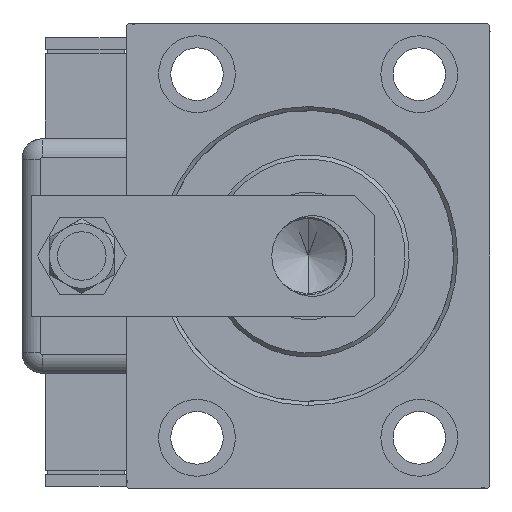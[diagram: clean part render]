
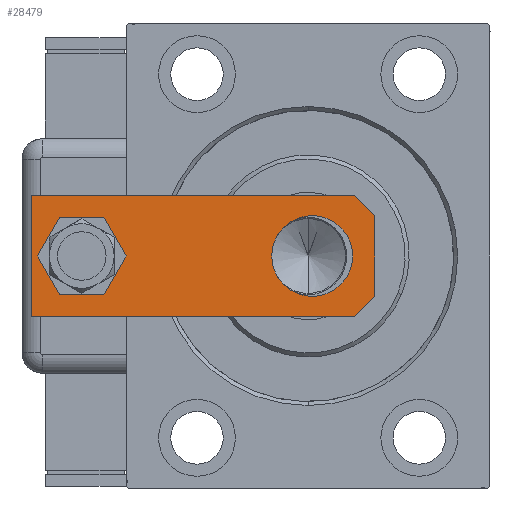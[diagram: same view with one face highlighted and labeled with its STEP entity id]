
A CAD part, left-side view. The second image highlights one B-rep face of the part: STEP entity #28479.
In plain terms, the highlighted face is planar.
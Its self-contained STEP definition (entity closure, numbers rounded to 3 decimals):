
#62 = EDGE_CURVE ( 'NONE', #59390, #49874, #11172, .T. ) ;
#116 = ORIENTED_EDGE ( 'NONE', *, *, #57916, .F. ) ;
#1257 = LINE ( 'NONE', #24887, #42838 ) ;
#1492 = CARTESIAN_POINT ( 'NONE',  ( 15., 85., 0. ) ) ;
#1710 = CARTESIAN_POINT ( 'NONE',  ( 0., 0., 0. ) ) ;
#3350 = EDGE_LOOP ( 'NONE', ( #27231, #34438 ) ) ;
#3737 = DIRECTION ( 'NONE',  ( 0., 0., 1. ) ) ;
#5825 = LINE ( 'NONE', #57559, #40802 ) ;
#6162 = VERTEX_POINT ( 'NONE', #47433 ) ;
#6556 = DIRECTION ( 'NONE',  ( 0., 0., 1. ) ) ;
#6628 = EDGE_CURVE ( 'NONE', #16792, #7191, #19354, .T. ) ;
#6744 = LINE ( 'NONE', #43972, #42798 ) ;
#7191 = VERTEX_POINT ( 'NONE', #55766 ) ;
#7606 = DIRECTION ( 'NONE',  ( -0.707, 0.707, 0. ) ) ;
#8551 = ORIENTED_EDGE ( 'NONE', *, *, #62, .F. ) ;
#9065 = ORIENTED_EDGE ( 'NONE', *, *, #33887, .F. ) ;
#9375 = DIRECTION ( 'NONE',  ( 1., 0., 0. ) ) ;
#9814 = CIRCLE ( 'NONE', #51388, 7. ) ;
#10652 = VERTEX_POINT ( 'NONE', #15884 ) ;
#10798 = FACE_BOUND ( 'NONE', #33732, .T. ) ;
#10878 = DIRECTION ( 'NONE',  ( -1., 0., 0. ) ) ;
#11172 = LINE ( 'NONE', #1492, #16042 ) ;
#11498 = CARTESIAN_POINT ( 'NONE',  ( -15., 5., 0. ) ) ;
#13349 = LINE ( 'NONE', #35756, #18694 ) ;
#14149 = CIRCLE ( 'NONE', #25767, 7. ) ;
#15884 = CARTESIAN_POINT ( 'NONE',  ( -10., 0., 0. ) ) ;
#16042 = VECTOR ( 'NONE', #10878, 1000. ) ;
#16740 = DIRECTION ( 'NONE',  ( 1., 0., 0. ) ) ;
#16792 = VERTEX_POINT ( 'NONE', #51023 ) ;
#17053 = EDGE_LOOP ( 'NONE', ( #51045, #57483, #116, #8551, #9065, #54138 ) ) ;
#18694 = VECTOR ( 'NONE', #7606, 1000. ) ;
#19354 = CIRCLE ( 'NONE', #31926, 10. ) ;
#21459 = DIRECTION ( 'NONE',  ( 1., 0., 0. ) ) ;
#24134 = FACE_OUTER_BOUND ( 'NONE', #17053, .T. ) ;
#24887 = CARTESIAN_POINT ( 'NONE',  ( -15., 0., 0. ) ) ;
#24969 = CARTESIAN_POINT ( 'NONE',  ( 0., 15.5, 0. ) ) ;
#25032 = DIRECTION ( 'NONE',  ( 1., 0., 0. ) ) ;
#25767 = AXIS2_PLACEMENT_3D ( 'NONE', #37856, #56017, #46036 ) ;
#25810 = DIRECTION ( 'NONE',  ( 0., 0., 1. ) ) ;
#26675 = VECTOR ( 'NONE', #46135, 1000. ) ;
#27231 = ORIENTED_EDGE ( 'NONE', *, *, #31504, .T. ) ;
#28479 = ADVANCED_FACE ( 'NONE', ( #24134, #56208, #10798 ), #48320, .F. ) ;
#29166 = CARTESIAN_POINT ( 'NONE',  ( 7., 72.5, 0. ) ) ;
#30045 = DIRECTION ( 'NONE',  ( 0., 1., 0. ) ) ;
#31504 = EDGE_CURVE ( 'NONE', #42592, #53827, #9814, .T. ) ;
#31926 = AXIS2_PLACEMENT_3D ( 'NONE', #59633, #45713, #9375 ) ;
#33732 = EDGE_LOOP ( 'NONE', ( #40523, #51803 ) ) ;
#33887 = EDGE_CURVE ( 'NONE', #6162, #59390, #5825, .T. ) ;
#34246 = VERTEX_POINT ( 'NONE', #11498 ) ;
#34438 = ORIENTED_EDGE ( 'NONE', *, *, #59169, .T. ) ;
#35756 = CARTESIAN_POINT ( 'NONE',  ( -10., 0., 0. ) ) ;
#35829 = DIRECTION ( 'NONE',  ( 1., 0., 0. ) ) ;
#36422 = EDGE_CURVE ( 'NONE', #10652, #38198, #1257, .T. ) ;
#36971 = EDGE_CURVE ( 'NONE', #7191, #16792, #53504, .T. ) ;
#37338 = EDGE_CURVE ( 'NONE', #10652, #34246, #13349, .T. ) ;
#37856 = CARTESIAN_POINT ( 'NONE',  ( 0., 72.5, 0. ) ) ;
#38198 = VERTEX_POINT ( 'NONE', #55707 ) ;
#39991 = CARTESIAN_POINT ( 'NONE',  ( -15., 85., 0. ) ) ;
#40523 = ORIENTED_EDGE ( 'NONE', *, *, #6628, .T. ) ;
#40702 = CARTESIAN_POINT ( 'NONE',  ( -15., 85., 0. ) ) ;
#40802 = VECTOR ( 'NONE', #30045, 1000. ) ;
#42559 = CARTESIAN_POINT ( 'NONE',  ( 15., 85., 0. ) ) ;
#42592 = VERTEX_POINT ( 'NONE', #47190 ) ;
#42798 = VECTOR ( 'NONE', #56700, 1000. ) ;
#42838 = VECTOR ( 'NONE', #21459, 1000. ) ;
#43972 = CARTESIAN_POINT ( 'NONE',  ( 15., 5., 0. ) ) ;
#45368 = EDGE_CURVE ( 'NONE', #6162, #38198, #6744, .T. ) ;
#45713 = DIRECTION ( 'NONE',  ( 0., 0., 1. ) ) ;
#46036 = DIRECTION ( 'NONE',  ( 1., 0., 0. ) ) ;
#46135 = DIRECTION ( 'NONE',  ( 0., -1., 0. ) ) ;
#47190 = CARTESIAN_POINT ( 'NONE',  ( -7., 72.5, 0. ) ) ;
#47433 = CARTESIAN_POINT ( 'NONE',  ( 15., 5., 0. ) ) ;
#48320 = PLANE ( 'NONE',  #55105 ) ;
#49775 = LINE ( 'NONE', #40702, #26675 ) ;
#49874 = VERTEX_POINT ( 'NONE', #39991 ) ;
#51023 = CARTESIAN_POINT ( 'NONE',  ( -10., 15.5, 0. ) ) ;
#51045 = ORIENTED_EDGE ( 'NONE', *, *, #36422, .F. ) ;
#51388 = AXIS2_PLACEMENT_3D ( 'NONE', #58765, #25810, #16740 ) ;
#51547 = AXIS2_PLACEMENT_3D ( 'NONE', #24969, #3737, #35829 ) ;
#51803 = ORIENTED_EDGE ( 'NONE', *, *, #36971, .T. ) ;
#53504 = CIRCLE ( 'NONE', #51547, 10. ) ;
#53827 = VERTEX_POINT ( 'NONE', #29166 ) ;
#54138 = ORIENTED_EDGE ( 'NONE', *, *, #45368, .T. ) ;
#55105 = AXIS2_PLACEMENT_3D ( 'NONE', #1710, #6556, #25032 ) ;
#55707 = CARTESIAN_POINT ( 'NONE',  ( 10., 0., 0. ) ) ;
#55766 = CARTESIAN_POINT ( 'NONE',  ( 10., 15.5, 0. ) ) ;
#56017 = DIRECTION ( 'NONE',  ( 0., 0., 1. ) ) ;
#56208 = FACE_BOUND ( 'NONE', #3350, .T. ) ;
#56700 = DIRECTION ( 'NONE',  ( -0.707, -0.707, 0. ) ) ;
#57483 = ORIENTED_EDGE ( 'NONE', *, *, #37338, .T. ) ;
#57559 = CARTESIAN_POINT ( 'NONE',  ( 15., 0., 0. ) ) ;
#57916 = EDGE_CURVE ( 'NONE', #49874, #34246, #49775, .T. ) ;
#58765 = CARTESIAN_POINT ( 'NONE',  ( 0., 72.5, 0. ) ) ;
#59169 = EDGE_CURVE ( 'NONE', #53827, #42592, #14149, .T. ) ;
#59390 = VERTEX_POINT ( 'NONE', #42559 ) ;
#59633 = CARTESIAN_POINT ( 'NONE',  ( 0., 15.5, 0. ) ) ;
